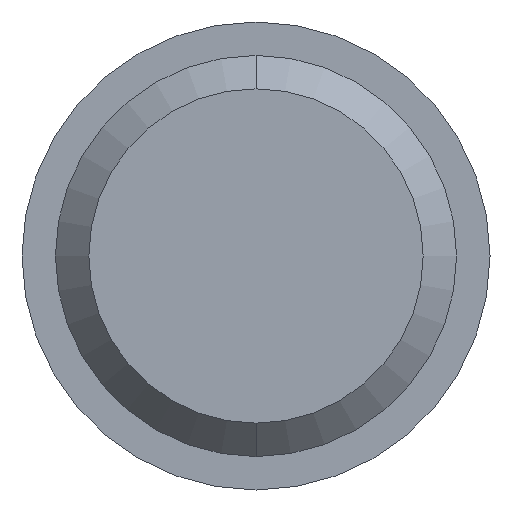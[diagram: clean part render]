
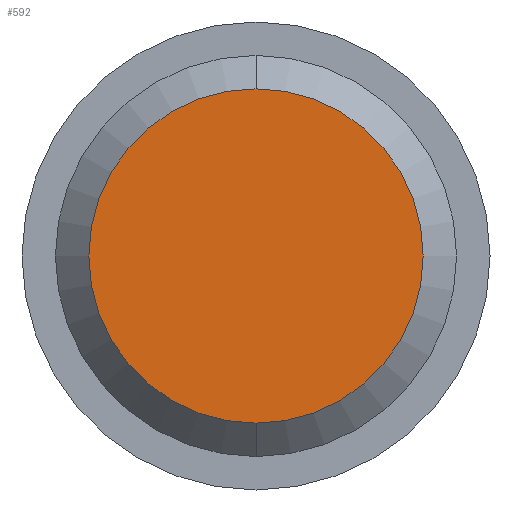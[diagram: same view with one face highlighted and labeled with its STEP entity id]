
A CAD part, front view. The second image highlights one B-rep face of the part: STEP entity #592.
In plain terms, the highlighted planar face has unit normal (0, -1, 0).
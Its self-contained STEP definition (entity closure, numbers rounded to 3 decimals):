
#6 = DIRECTION ( 'NONE',  ( 0., 0., 1. ) ) ;
#18 = AXIS2_PLACEMENT_3D ( 'NONE', #91, #610, #347 ) ;
#77 = CARTESIAN_POINT ( 'NONE',  ( 0., 0., -5. ) ) ;
#82 = VERTEX_POINT ( 'NONE', #255 ) ;
#91 = CARTESIAN_POINT ( 'NONE',  ( 0., 0., 0. ) ) ;
#132 = CARTESIAN_POINT ( 'NONE',  ( 0., 0., 0. ) ) ;
#148 = DIRECTION ( 'NONE',  ( 0., -1., 0. ) ) ;
#160 = PLANE ( 'NONE',  #356 ) ;
#216 = AXIS2_PLACEMENT_3D ( 'NONE', #273, #148, #219 ) ;
#219 = DIRECTION ( 'NONE',  ( 0., 0., 1. ) ) ;
#255 = CARTESIAN_POINT ( 'NONE',  ( 0., 0., 5. ) ) ;
#268 = EDGE_CURVE ( 'NONE', #82, #591, #461, .T. ) ;
#273 = CARTESIAN_POINT ( 'NONE',  ( 0., 0., 0. ) ) ;
#315 = DIRECTION ( 'NONE',  ( 0., 1., 0. ) ) ;
#347 = DIRECTION ( 'NONE',  ( 0., 0., 1. ) ) ;
#356 = AXIS2_PLACEMENT_3D ( 'NONE', #132, #315, #6 ) ;
#398 = CIRCLE ( 'NONE', #216, 5. ) ;
#432 = FACE_OUTER_BOUND ( 'NONE', #499, .T. ) ;
#461 = CIRCLE ( 'NONE', #18, 5. ) ;
#483 = EDGE_CURVE ( 'NONE', #591, #82, #398, .T. ) ;
#499 = EDGE_LOOP ( 'NONE', ( #602, #512 ) ) ;
#512 = ORIENTED_EDGE ( 'NONE', *, *, #483, .T. ) ;
#591 = VERTEX_POINT ( 'NONE', #77 ) ;
#592 = ADVANCED_FACE ( 'NONE', ( #432 ), #160, .F. ) ;
#602 = ORIENTED_EDGE ( 'NONE', *, *, #268, .T. ) ;
#610 = DIRECTION ( 'NONE',  ( 0., -1., 0. ) ) ;
